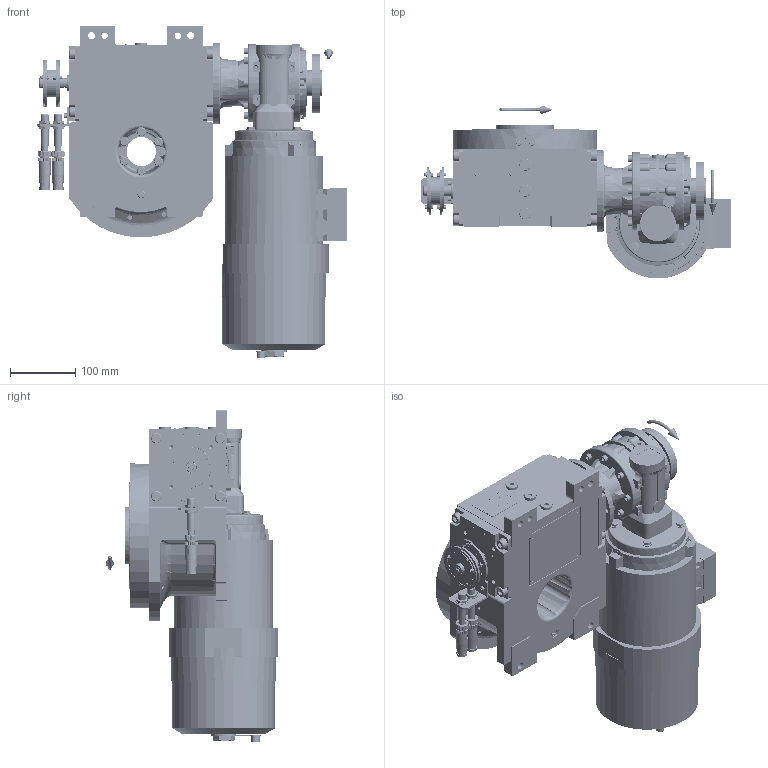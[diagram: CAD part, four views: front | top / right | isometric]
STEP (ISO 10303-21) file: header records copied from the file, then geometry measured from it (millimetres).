
FILE_DESCRIPTION (( 'STEP AP203' ), '1' );
FILE_NAME ('PC5201293.step', '2025-11-26T14:20:01', ( '' ), ( '' ), 'SwSTEP 2.0', 'SolidWorks 2020', '' );
FILE_SCHEMA (( 'CONFIG_CONTROL_DESIGN' ));
Length unit declared in the file: millimetre
Products named in the file (91): cfn2003_01_054; cfn2128_04_004; freccia_angolare; cfn2115_02_194; rig06_003_6; cfn2000_01_103; cfn2401_02_005; cfn2155_01_303; cfn2115_02_165; 900_38_10_028; CFN2010_02_002^rig06_071_06_m_asm(2)_rig06_071_06_m_asm.stp; cfn2107_01_001; rig06_002_bl_010; cfn2276_01_074; cfn2000_01_126; rig06_004; cfn2000_01_161; cfn2476_01_002_60x46; cfn2205_01_013; cfn2000_01_184; cfn2155_01_056; RMI50_F1_LFB_SX_80B14; cfn2104_01_016; RIG06_005_ASM^rig06_071_06_m_asm(2)_rig06_071_06_m_asm.stp; cfn2070_05_005; AS_900_38_30_003; cfn2151_01_090; CFN2000_01_185^RIG06_005_ASM_rig06_071_06_m_asm(2)_rig06_071_06_m_asm.stp; rig06_001_a; cfn2128_19_002; 900_00_00_005; CFN2223_01-570X6-B^rig06_071_06_m_asm(2)_rig06_071_06_m_asm.stp; CFN2104_02_017^RIG06_005_ASM_rig06_071_06_m_asm(2)_rig06_071_06_m_asm.stp; cfn2000_01_124; rig06_017; cfn2151_01_109; AS_900_00_00_005; AS_rig06_016; rig06_016; 900_38_30_003 ...
Assembly tree (87 placements, depth 5):
  cfn2115_02_165
  cfn2276_01_074
  cfn2205_01_013
  cfn2151_01_090
  CFN2223_01-570X6-B^rig06_071_06_m_asm(2)_rig06_071_06_m_asm.stp
Bounding box: 478 x 265.5 x 510.38 mm (x, y, z)
Volume: 9832460.6 mm3; surface area: 1277577.8 mm2
Topology: 75 solids, 75 shells, 6116 faces, 15572 edges, 9874 vertices
Faces by surface type: plane 2770, cylinder 2071, cone 1061, torus 188, bspline 20, sphere 6
Entity records: 176086 total; most frequent: CARTESIAN_POINT 48021, DIRECTION 24759, ORIENTED_EDGE 24736, EDGE_CURVE 12368, AXIS2_PLACEMENT_3D 9128, VERTEX_POINT 7928, LINE 6503, VECTOR 6503
